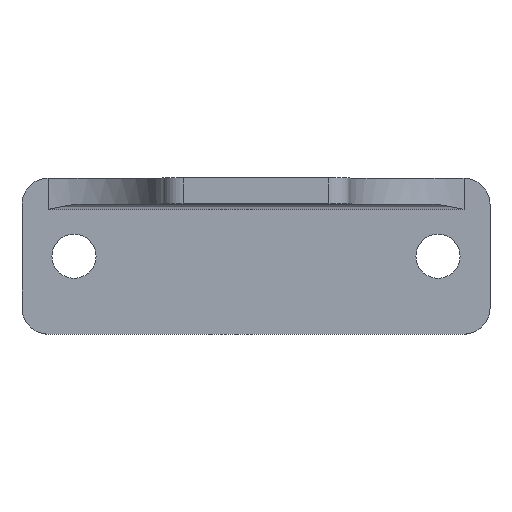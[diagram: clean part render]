
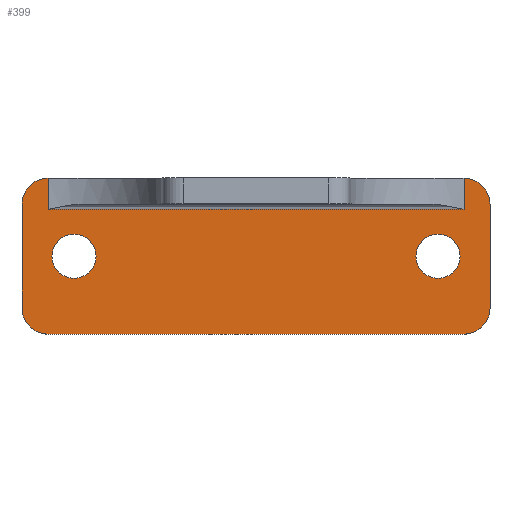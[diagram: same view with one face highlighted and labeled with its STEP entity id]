
A CAD part, top view. The second image highlights one B-rep face of the part: STEP entity #399.
In plain terms, the highlighted planar face has unit normal (0, 0, 1).
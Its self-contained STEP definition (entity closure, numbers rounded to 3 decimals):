
#39=CIRCLE('',#437,4.25);
#41=CIRCLE('',#440,4.25);
#43=CIRCLE('',#444,5.);
#44=CIRCLE('',#445,5.);
#45=CIRCLE('',#446,5.);
#46=CIRCLE('',#447,5.);
#83=ORIENTED_EDGE('',*,*,#193,.T.);
#84=ORIENTED_EDGE('',*,*,#194,.T.);
#85=ORIENTED_EDGE('',*,*,#195,.T.);
#86=ORIENTED_EDGE('',*,*,#196,.T.);
#87=ORIENTED_EDGE('',*,*,#183,.T.);
#88=ORIENTED_EDGE('',*,*,#197,.T.);
#89=ORIENTED_EDGE('',*,*,#189,.T.);
#90=ORIENTED_EDGE('',*,*,#198,.T.);
#91=ORIENTED_EDGE('',*,*,#168,.T.);
#92=ORIENTED_EDGE('',*,*,#199,.T.);
#93=ORIENTED_EDGE('',*,*,#187,.T.);
#94=ORIENTED_EDGE('',*,*,#185,.F.);
#168=EDGE_CURVE('',#224,#223,#261,.T.);
#183=EDGE_CURVE('',#239,#238,#271,.T.);
#185=EDGE_CURVE('',#240,#240,#39,.T.);
#187=EDGE_CURVE('',#242,#242,#41,.T.);
#189=EDGE_CURVE('',#244,#245,#273,.T.);
#193=EDGE_CURVE('',#231,#248,#277,.F.);
#194=EDGE_CURVE('',#248,#249,#278,.F.);
#195=EDGE_CURVE('',#249,#234,#279,.T.);
#196=EDGE_CURVE('',#234,#239,#43,.T.);
#197=EDGE_CURVE('',#238,#244,#44,.T.);
#198=EDGE_CURVE('',#245,#224,#45,.T.);
#199=EDGE_CURVE('',#223,#231,#46,.T.);
#223=VERTEX_POINT('',#599);
#224=VERTEX_POINT('',#601);
#231=VERTEX_POINT('',#616);
#234=VERTEX_POINT('',#622);
#238=VERTEX_POINT('',#631);
#239=VERTEX_POINT('',#633);
#240=VERTEX_POINT('',#637);
#242=VERTEX_POINT('',#642);
#244=VERTEX_POINT('',#647);
#245=VERTEX_POINT('',#648);
#248=VERTEX_POINT('',#656);
#249=VERTEX_POINT('',#658);
#261=LINE('',#600,#292);
#271=LINE('',#632,#302);
#273=LINE('',#646,#304);
#277=LINE('',#655,#308);
#278=LINE('',#657,#309);
#279=LINE('',#659,#310);
#292=VECTOR('',#478,1000.);
#302=VECTOR('',#502,1000.);
#304=VECTOR('',#518,1000.);
#308=VECTOR('',#524,1000.);
#309=VECTOR('',#525,1000.);
#310=VECTOR('',#526,1000.);
#330=EDGE_LOOP('',(#83,#84,#85,#86,#87,#88,#89,#90,#91,#92));
#331=EDGE_LOOP('',(#93));
#332=EDGE_LOOP('',(#94));
#361=FACE_BOUND('',#330,.T.);
#362=FACE_BOUND('',#331,.T.);
#363=FACE_BOUND('',#332,.T.);
#387=PLANE('',#443);
#399=ADVANCED_FACE('',(#361,#362,#363),#387,.T.);
#437=AXIS2_PLACEMENT_3D('',#636,#506,#507);
#440=AXIS2_PLACEMENT_3D('',#641,#512,#513);
#443=AXIS2_PLACEMENT_3D('',#654,#522,#523);
#444=AXIS2_PLACEMENT_3D('',#660,#527,#528);
#445=AXIS2_PLACEMENT_3D('',#661,#529,#530);
#446=AXIS2_PLACEMENT_3D('',#662,#531,#532);
#447=AXIS2_PLACEMENT_3D('',#663,#533,#534);
#478=DIRECTION('',(0.,1.,0.));
#502=DIRECTION('',(0.,-1.,0.));
#506=DIRECTION('',(0.,0.,1.));
#507=DIRECTION('',(1.,0.,0.));
#512=DIRECTION('',(0.,0.,-1.));
#513=DIRECTION('',(1.,0.,0.));
#518=DIRECTION('',(1.,0.,0.));
#522=DIRECTION('',(0.,0.,1.));
#523=DIRECTION('',(1.,0.,0.));
#524=DIRECTION('',(0.,1.,0.));
#525=DIRECTION('',(1.,0.,0.));
#526=DIRECTION('',(0.,1.,0.));
#527=DIRECTION('',(0.,0.,1.));
#528=DIRECTION('',(1.,0.,0.));
#529=DIRECTION('',(0.,0.,1.));
#530=DIRECTION('',(1.,0.,0.));
#531=DIRECTION('',(0.,0.,1.));
#532=DIRECTION('',(1.,0.,0.));
#533=DIRECTION('',(0.,0.,1.));
#534=DIRECTION('',(1.,0.,0.));
#599=CARTESIAN_POINT('',(45.,10.,5.));
#600=CARTESIAN_POINT('',(45.,-15.,5.));
#601=CARTESIAN_POINT('',(45.,-10.,5.));
#616=CARTESIAN_POINT('',(40.,15.,5.));
#622=CARTESIAN_POINT('',(-40.,15.,5.));
#631=CARTESIAN_POINT('',(-45.,-10.,5.));
#632=CARTESIAN_POINT('',(-45.,15.,5.));
#633=CARTESIAN_POINT('',(-45.,10.,5.));
#636=CARTESIAN_POINT('',(35.,0.,5.));
#637=CARTESIAN_POINT('',(39.25,0.,5.));
#641=CARTESIAN_POINT('',(-35.,0.,5.));
#642=CARTESIAN_POINT('',(-30.75,0.,5.));
#646=CARTESIAN_POINT('',(-45.,-15.,5.));
#647=CARTESIAN_POINT('',(-40.,-15.,5.));
#648=CARTESIAN_POINT('',(40.,-15.,5.));
#654=CARTESIAN_POINT('',(0.,0.,5.));
#655=CARTESIAN_POINT('',(40.,0.,5.));
#656=CARTESIAN_POINT('',(40.,9.,5.));
#657=CARTESIAN_POINT('',(-40.,9.,5.));
#658=CARTESIAN_POINT('',(-40.,9.,5.));
#659=CARTESIAN_POINT('',(-40.,0.,5.));
#660=CARTESIAN_POINT('',(-40.,10.,5.));
#661=CARTESIAN_POINT('',(-40.,-10.,5.));
#662=CARTESIAN_POINT('',(40.,-10.,5.));
#663=CARTESIAN_POINT('',(40.,10.,5.));
